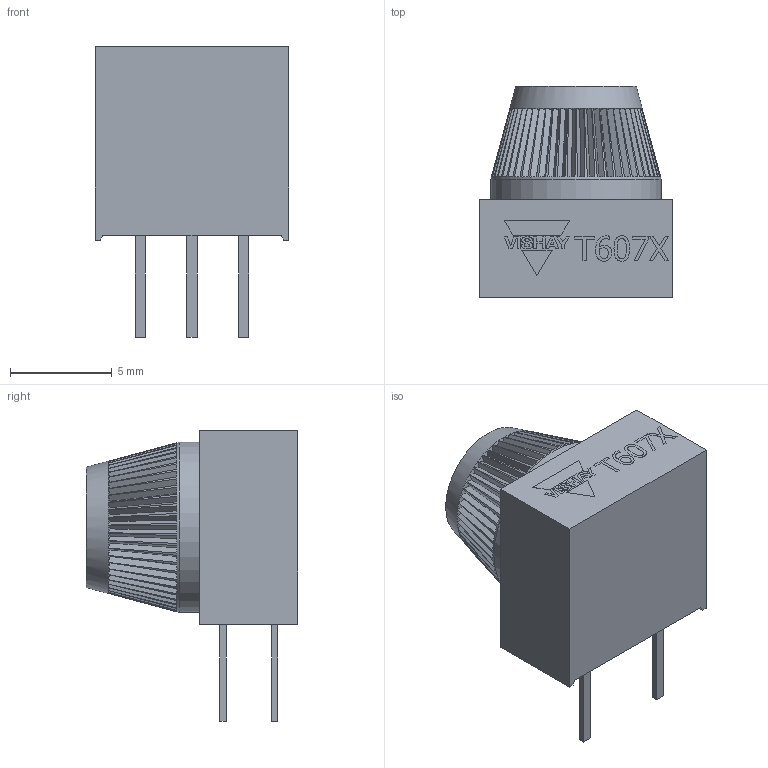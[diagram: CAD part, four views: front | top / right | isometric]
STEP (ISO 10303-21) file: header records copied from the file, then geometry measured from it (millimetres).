
FILE_DESCRIPTION(/* description */ ('Unknown'),/* implementation_level */ '2;1');
FILE_NAME(/* name */ 'T607X',/* time_stamp */ '2018-01-19T15:39:53+01:00',/* author */ ('Unknown'),/* organization */ ('Unknown'),/* preprocessor_version */ 'ST-DEVELOPER v16.7',/* originating_system */ 'DEX',/* authorisation */ $);
FILE_SCHEMA (('AUTOMOTIVE_DESIGN {1 0 10303 214 3 1 1}'));
Length unit declared in the file: millimetre
Products named in the file (1): Gabarit - M63
Bounding box: 9.52 x 10.41 x 14.3 mm (x, y, z)
Volume: 657.4 mm3; surface area: 565.1 mm2
Topology: 1 solids, 3 shells, 373 faces, 879 edges, 585 vertices
Faces by surface type: plane 352, bspline 15, cylinder 5, cone 1
Full cylindrical faces by diameter (mm): 0.5 x2, 8.38 x1
Entity records: 13891 total; most frequent: CARTESIAN_POINT 3230, ORIENTED_EDGE 1738, DIRECTION 1393, EDGE_CURVE 869, VERTEX_POINT 582, AXIS2_PLACEMENT_3D 479, EDGE_LOOP 453, FACE_BOUND 453
